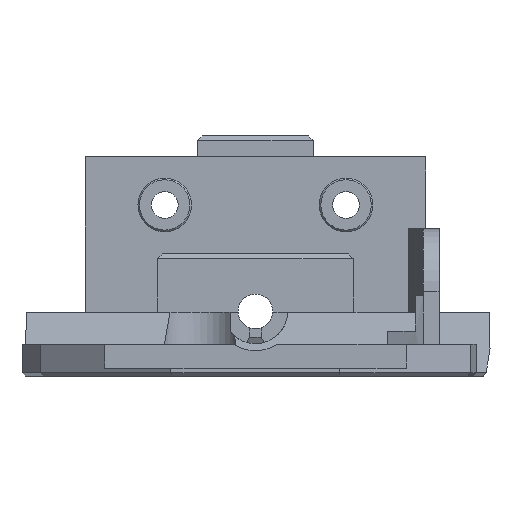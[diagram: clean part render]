
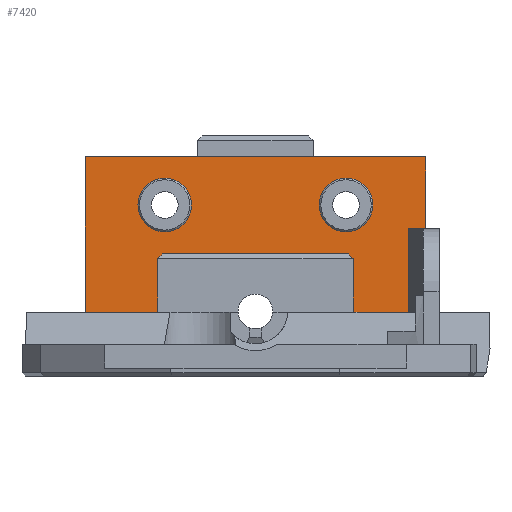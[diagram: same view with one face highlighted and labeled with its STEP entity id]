
A CAD part, front view. The second image highlights one B-rep face of the part: STEP entity #7420.
In plain terms, the highlighted planar face has unit normal (0, -1, 0).
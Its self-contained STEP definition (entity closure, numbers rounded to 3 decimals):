
#82 = CIRCLE ( 'NONE', #6881, 3.4 ) ;
#123 = VECTOR ( 'NONE', #192, 1000. ) ;
#192 = DIRECTION ( 'NONE',  ( -1., 0., 0. ) ) ;
#214 = VERTEX_POINT ( 'NONE', #7704 ) ;
#229 = FACE_OUTER_BOUND ( 'NONE', #3866, .T. ) ;
#343 = ORIENTED_EDGE ( 'NONE', *, *, #1794, .T. ) ;
#390 = DIRECTION ( 'NONE',  ( 1., 0., 0. ) ) ;
#425 = ORIENTED_EDGE ( 'NONE', *, *, #7385, .T. ) ;
#454 = DIRECTION ( 'NONE',  ( 0., 1., 0. ) ) ;
#499 = CARTESIAN_POINT ( 'NONE',  ( 126.699, -139.486, 130.8 ) ) ;
#814 = VERTEX_POINT ( 'NONE', #7465 ) ;
#1037 = EDGE_CURVE ( 'NONE', #7251, #7251, #2948, .T. ) ;
#1072 = CARTESIAN_POINT ( 'NONE',  ( 148.299, -139.486, 141.4 ) ) ;
#1107 = VECTOR ( 'NONE', #6375, 1000. ) ;
#1119 = DIRECTION ( 'NONE',  ( -1., 0., 0. ) ) ;
#1225 = CARTESIAN_POINT ( 'NONE',  ( 137.799, -139.486, 138.2 ) ) ;
#1322 = EDGE_CURVE ( 'NONE', #8664, #814, #8807, .T. ) ;
#1343 = EDGE_CURVE ( 'NONE', #2746, #1510, #1753, .T. ) ;
#1355 = EDGE_CURVE ( 'NONE', #5882, #1934, #5314, .T. ) ;
#1395 = CARTESIAN_POINT ( 'NONE',  ( 105.099, -139.486, 150.5 ) ) ;
#1496 = FACE_BOUND ( 'NONE', #5854, .T. ) ;
#1510 = VERTEX_POINT ( 'NONE', #7764 ) ;
#1551 = VECTOR ( 'NONE', #8068, 1000. ) ;
#1557 = CARTESIAN_POINT ( 'NONE',  ( 0., -139.486, 150.5 ) ) ;
#1704 = ORIENTED_EDGE ( 'NONE', *, *, #1772, .T. ) ;
#1711 = DIRECTION ( 'NONE',  ( -1., 0., 0. ) ) ;
#1753 = LINE ( 'NONE', #5258, #5683 ) ;
#1772 = EDGE_CURVE ( 'NONE', #8664, #6807, #8875, .T. ) ;
#1794 = EDGE_CURVE ( 'NONE', #1934, #6672, #6077, .T. ) ;
#1908 = LINE ( 'NONE', #1225, #6730 ) ;
#1934 = VERTEX_POINT ( 'NONE', #7834 ) ;
#2068 = ORIENTED_EDGE ( 'NONE', *, *, #2522, .T. ) ;
#2320 = ORIENTED_EDGE ( 'NONE', *, *, #7309, .T. ) ;
#2522 = EDGE_CURVE ( 'NONE', #6656, #814, #8818, .T. ) ;
#2575 = ORIENTED_EDGE ( 'NONE', *, *, #1322, .F. ) ;
#2746 = VERTEX_POINT ( 'NONE', #2889 ) ;
#2781 = DIRECTION ( 'NONE',  ( 0., 0., 1. ) ) ;
#2802 = CARTESIAN_POINT ( 'NONE',  ( 148.299, -139.486, 150.5 ) ) ;
#2855 = LINE ( 'NONE', #3620, #1107 ) ;
#2889 = CARTESIAN_POINT ( 'NONE',  ( 115.599, -139.486, 130.8 ) ) ;
#2908 = CARTESIAN_POINT ( 'NONE',  ( 0., -139.486, 0. ) ) ;
#2948 = CIRCLE ( 'NONE', #5821, 3.4 ) ;
#2957 = CARTESIAN_POINT ( 'NONE',  ( 146.109, -139.486, 141.4 ) ) ;
#2996 = DIRECTION ( 'NONE',  ( 0., 1., 0. ) ) ;
#3354 = DIRECTION ( 'NONE',  ( 0., 0., -1. ) ) ;
#3360 = CARTESIAN_POINT ( 'NONE',  ( 146.109, -139.486, 147.147 ) ) ;
#3395 = DIRECTION ( 'NONE',  ( -1., 0., 0. ) ) ;
#3558 = VECTOR ( 'NONE', #3354, 1000. ) ;
#3594 = LINE ( 'NONE', #1557, #123 ) ;
#3620 = CARTESIAN_POINT ( 'NONE',  ( 115.599, -139.486, 138.2 ) ) ;
#3855 = ORIENTED_EDGE ( 'NONE', *, *, #1343, .F. ) ;
#3866 = EDGE_LOOP ( 'NONE', ( #343, #4578, #425, #3855, #5824, #2068, #2575, #1704, #2320, #7250, #5538, #5823 ) ) ;
#3914 = CARTESIAN_POINT ( 'NONE',  ( 137.799, -139.486, 137.6 ) ) ;
#4006 = CARTESIAN_POINT ( 'NONE',  ( 137.7, -139.486, 137.7 ) ) ;
#4032 = CARTESIAN_POINT ( 'NONE',  ( -11., -139.486, 11. ) ) ;
#4114 = VECTOR ( 'NONE', #2781, 1000. ) ;
#4120 = CARTESIAN_POINT ( 'NONE',  ( 105.099, -139.486, 145.5 ) ) ;
#4319 = EDGE_CURVE ( 'NONE', #5882, #214, #6112, .T. ) ;
#4494 = CARTESIAN_POINT ( 'NONE',  ( 138.199, -139.486, 144.4 ) ) ;
#4578 = ORIENTED_EDGE ( 'NONE', *, *, #5862, .T. ) ;
#4611 = CARTESIAN_POINT ( 'NONE',  ( 115.199, -139.486, 147.8 ) ) ;
#5051 = DIRECTION ( 'NONE',  ( 0., -1., 0. ) ) ;
#5127 = AXIS2_PLACEMENT_3D ( 'NONE', #2908, #2996, #5695 ) ;
#5258 = CARTESIAN_POINT ( 'NONE',  ( 126.699, -139.486, 130.8 ) ) ;
#5314 = LINE ( 'NONE', #1072, #5826 ) ;
#5538 = ORIENTED_EDGE ( 'NONE', *, *, #4319, .F. ) ;
#5650 = FACE_BOUND ( 'NONE', #7243, .T. ) ;
#5683 = VECTOR ( 'NONE', #1119, 1000. ) ;
#5695 = DIRECTION ( 'NONE',  ( 0., 0., 1. ) ) ;
#5725 = VECTOR ( 'NONE', #3395, 1000. ) ;
#5821 = AXIS2_PLACEMENT_3D ( 'NONE', #4494, #5051, #7190 ) ;
#5823 = ORIENTED_EDGE ( 'NONE', *, *, #1355, .T. ) ;
#5824 = ORIENTED_EDGE ( 'NONE', *, *, #7858, .T. ) ;
#5826 = VECTOR ( 'NONE', #390, 1000. ) ;
#5854 = EDGE_LOOP ( 'NONE', ( #8514 ) ) ;
#5862 = EDGE_CURVE ( 'NONE', #6672, #7918, #3594, .T. ) ;
#5882 = VERTEX_POINT ( 'NONE', #2957 ) ;
#6068 = DIRECTION ( 'NONE',  ( 0., 0., -1. ) ) ;
#6077 = LINE ( 'NONE', #6763, #4114 ) ;
#6104 = LINE ( 'NONE', #499, #5725 ) ;
#6112 = LINE ( 'NONE', #3360, #1551 ) ;
#6291 = PLANE ( 'NONE',  #5127 ) ;
#6375 = DIRECTION ( 'NONE',  ( 0., 0., 1. ) ) ;
#6656 = VERTEX_POINT ( 'NONE', #7677 ) ;
#6672 = VERTEX_POINT ( 'NONE', #2802 ) ;
#6704 = VECTOR ( 'NONE', #7489, 1000. ) ;
#6730 = VECTOR ( 'NONE', #6068, 1000. ) ;
#6763 = CARTESIAN_POINT ( 'NONE',  ( 148.299, -139.486, 130.8 ) ) ;
#6807 = VERTEX_POINT ( 'NONE', #3914 ) ;
#6877 = CARTESIAN_POINT ( 'NONE',  ( 137.799, -139.486, 130.8 ) ) ;
#6881 = AXIS2_PLACEMENT_3D ( 'NONE', #7246, #454, #7876 ) ;
#7190 = DIRECTION ( 'NONE',  ( 0., 0., 1. ) ) ;
#7243 = EDGE_LOOP ( 'NONE', ( #8159 ) ) ;
#7245 = EDGE_CURVE ( 'NONE', #8790, #8790, #82, .T. ) ;
#7246 = CARTESIAN_POINT ( 'NONE',  ( 115.199, -139.486, 144.4 ) ) ;
#7250 = ORIENTED_EDGE ( 'NONE', *, *, #7298, .F. ) ;
#7251 = VERTEX_POINT ( 'NONE', #7293 ) ;
#7261 = CARTESIAN_POINT ( 'NONE',  ( 137.199, -139.486, 138.2 ) ) ;
#7293 = CARTESIAN_POINT ( 'NONE',  ( 138.199, -139.486, 147.8 ) ) ;
#7298 = EDGE_CURVE ( 'NONE', #214, #8517, #6104, .T. ) ;
#7309 = EDGE_CURVE ( 'NONE', #6807, #8517, #1908, .T. ) ;
#7314 = CARTESIAN_POINT ( 'NONE',  ( 126.699, -139.486, 138.2 ) ) ;
#7385 = EDGE_CURVE ( 'NONE', #7918, #1510, #7604, .T. ) ;
#7420 = ADVANCED_FACE ( 'NONE', ( #5650, #1496, #229 ), #6291, .F. ) ;
#7465 = CARTESIAN_POINT ( 'NONE',  ( 116.199, -139.486, 138.2 ) ) ;
#7489 = DIRECTION ( 'NONE',  ( 0.707, 0., -0.707 ) ) ;
#7567 = VECTOR ( 'NONE', #1711, 1000. ) ;
#7604 = LINE ( 'NONE', #4120, #3558 ) ;
#7677 = CARTESIAN_POINT ( 'NONE',  ( 115.599, -139.486, 137.6 ) ) ;
#7704 = CARTESIAN_POINT ( 'NONE',  ( 146.109, -139.486, 130.8 ) ) ;
#7764 = CARTESIAN_POINT ( 'NONE',  ( 105.099, -139.486, 130.8 ) ) ;
#7834 = CARTESIAN_POINT ( 'NONE',  ( 148.299, -139.486, 141.4 ) ) ;
#7858 = EDGE_CURVE ( 'NONE', #2746, #6656, #2855, .T. ) ;
#7876 = DIRECTION ( 'NONE',  ( 0., 0., 1. ) ) ;
#7918 = VERTEX_POINT ( 'NONE', #1395 ) ;
#8068 = DIRECTION ( 'NONE',  ( 0., 0., -1. ) ) ;
#8159 = ORIENTED_EDGE ( 'NONE', *, *, #1037, .F. ) ;
#8181 = VECTOR ( 'NONE', #8183, 1000. ) ;
#8183 = DIRECTION ( 'NONE',  ( 0.707, 0., 0.707 ) ) ;
#8514 = ORIENTED_EDGE ( 'NONE', *, *, #7245, .T. ) ;
#8517 = VERTEX_POINT ( 'NONE', #6877 ) ;
#8664 = VERTEX_POINT ( 'NONE', #7261 ) ;
#8790 = VERTEX_POINT ( 'NONE', #4611 ) ;
#8807 = LINE ( 'NONE', #7314, #7567 ) ;
#8818 = LINE ( 'NONE', #4032, #8181 ) ;
#8875 = LINE ( 'NONE', #4006, #6704 ) ;
